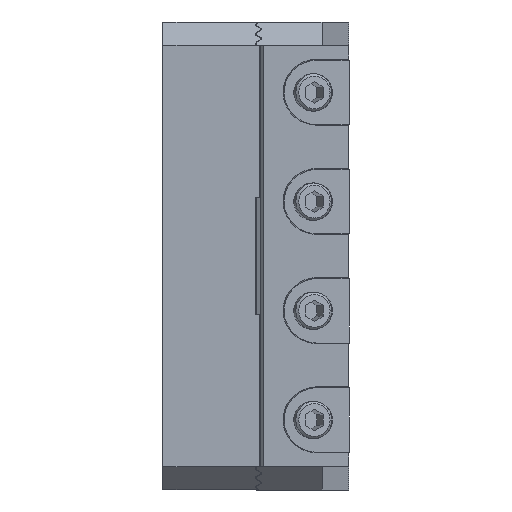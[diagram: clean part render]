
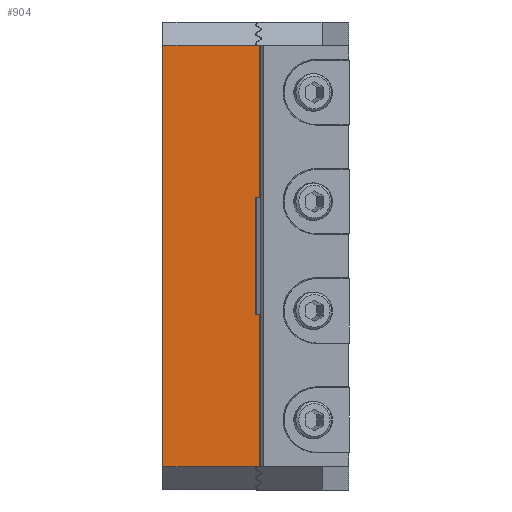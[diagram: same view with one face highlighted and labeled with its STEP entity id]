
A CAD part, front view. The second image highlights one B-rep face of the part: STEP entity #904.
In plain terms, the highlighted planar face has unit normal (0, -1, 0).
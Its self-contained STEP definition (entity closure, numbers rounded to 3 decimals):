
#548=FACE_OUTER_BOUND('',#3132,.T.);
#904=ADVANCED_FACE('',(#548),#1234,.F.);
#1234=PLANE('',#7190);
#1541=LINE('',#9921,#2230);
#1689=LINE('',#10427,#2378);
#1694=LINE('',#10437,#2383);
#1697=LINE('',#10443,#2386);
#1720=LINE('',#10500,#2409);
#1721=LINE('',#10502,#2410);
#1722=LINE('',#10503,#2411);
#1723=LINE('',#10505,#2412);
#2230=VECTOR('',#8027,1.);
#2378=VECTOR('',#8339,1.);
#2383=VECTOR('',#8346,1.);
#2386=VECTOR('',#8351,1.);
#2409=VECTOR('',#8398,1.);
#2410=VECTOR('',#8399,1.);
#2411=VECTOR('',#8400,1.);
#2412=VECTOR('',#8401,1.);
#3132=EDGE_LOOP('',(#4060,#4061,#4062,#4063,#4064,#4065,#4066,#4067));
#4060=ORIENTED_EDGE('',*,*,#6116,.F.);
#4061=ORIENTED_EDGE('',*,*,#6349,.T.);
#4062=ORIENTED_EDGE('',*,*,#6350,.T.);
#4063=ORIENTED_EDGE('',*,*,#6316,.F.);
#4064=ORIENTED_EDGE('',*,*,#6313,.F.);
#4065=ORIENTED_EDGE('',*,*,#6308,.F.);
#4066=ORIENTED_EDGE('',*,*,#6351,.T.);
#4067=ORIENTED_EDGE('',*,*,#6352,.F.);
#5409=VERTEX_POINT('',#9920);
#5410=VERTEX_POINT('',#9922);
#5571=VERTEX_POINT('',#10426);
#5572=VERTEX_POINT('',#10428);
#5574=VERTEX_POINT('',#10434);
#5578=VERTEX_POINT('',#10444);
#5600=VERTEX_POINT('',#10501);
#5601=VERTEX_POINT('',#10504);
#6116=EDGE_CURVE('',#5409,#5410,#1541,.T.);
#6308=EDGE_CURVE('',#5571,#5572,#1689,.T.);
#6313=EDGE_CURVE('',#5572,#5574,#1694,.T.);
#6316=EDGE_CURVE('',#5574,#5578,#1697,.T.);
#6349=EDGE_CURVE('',#5409,#5600,#1720,.T.);
#6350=EDGE_CURVE('',#5600,#5578,#1721,.T.);
#6351=EDGE_CURVE('',#5571,#5601,#1722,.T.);
#6352=EDGE_CURVE('',#5410,#5601,#1723,.T.);
#7190=AXIS2_PLACEMENT_3D('',#10506,#8402,#8403);
#8027=DIRECTION('',(0.,0.,1.));
#8339=DIRECTION('',(-1.,0.,0.));
#8346=DIRECTION('',(0.,0.,-1.));
#8351=DIRECTION('',(1.,0.,0.));
#8398=DIRECTION('',(1.,0.,0.));
#8399=DIRECTION('',(0.,0.,1.));
#8400=DIRECTION('',(0.,0.,1.));
#8401=DIRECTION('',(1.,0.,0.));
#8402=DIRECTION('',(0.,1.,0.));
#8403=DIRECTION('',(1.,0.,0.));
#9920=CARTESIAN_POINT('',(-20.003,-27.86,5.));
#9921=CARTESIAN_POINT('',(-20.003,-27.86,0.));
#9922=CARTESIAN_POINT('',(-20.003,-27.86,95.));
#10426=CARTESIAN_POINT('',(0.711,-27.86,62.5));
#10427=CARTESIAN_POINT('',(0.867,-27.86,62.5));
#10428=CARTESIAN_POINT('',(-0.233,-27.86,62.5));
#10434=CARTESIAN_POINT('',(-0.233,-27.86,37.5));
#10437=CARTESIAN_POINT('',(-0.233,-27.86,62.5));
#10443=CARTESIAN_POINT('',(-0.233,-27.86,37.5));
#10444=CARTESIAN_POINT('',(0.711,-27.86,37.5));
#10500=CARTESIAN_POINT('',(-130.25,-27.86,5.));
#10501=CARTESIAN_POINT('',(0.711,-27.86,5.));
#10502=CARTESIAN_POINT('',(0.711,-27.86,0.));
#10503=CARTESIAN_POINT('',(0.711,-27.86,0.));
#10504=CARTESIAN_POINT('',(0.711,-27.86,95.));
#10505=CARTESIAN_POINT('',(-130.25,-27.86,95.));
#10506=CARTESIAN_POINT('',(-20.003,-27.86,0.));
